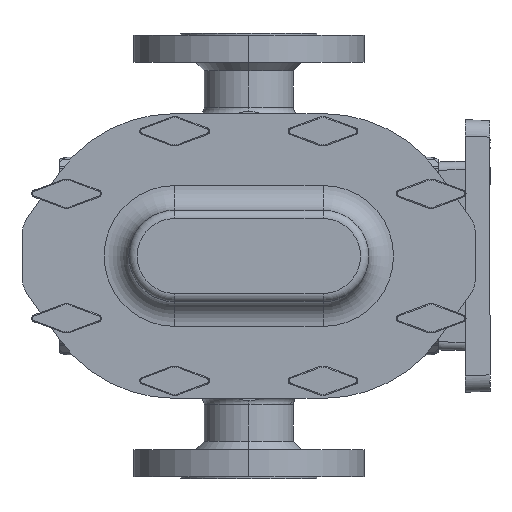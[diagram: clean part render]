
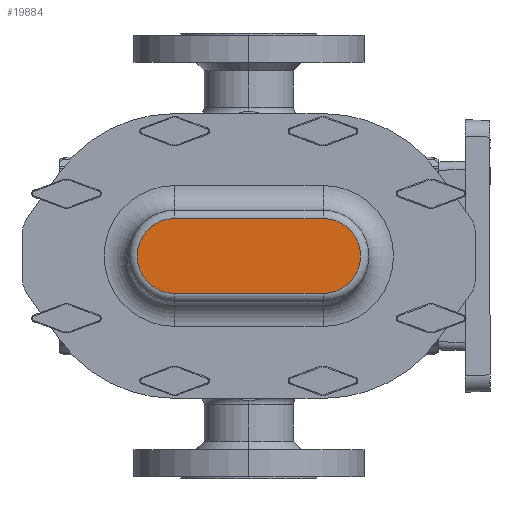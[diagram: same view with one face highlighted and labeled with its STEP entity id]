
A CAD part, left-side view. The second image highlights one B-rep face of the part: STEP entity #19884.
In plain terms, the highlighted planar face has unit normal (-1, 0, 0).
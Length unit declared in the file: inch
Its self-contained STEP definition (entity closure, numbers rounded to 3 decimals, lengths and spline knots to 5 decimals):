
#518 = DIRECTION ( 'NONE',  ( -1., 0., 0. ) ) ;
#1939 = CARTESIAN_POINT ( 'NONE',  ( -2.21, -2.25, -1.135 ) ) ;
#2935 = DIRECTION ( 'NONE',  ( -1., 0., 0. ) ) ;
#3123 = CARTESIAN_POINT ( 'NONE',  ( -2.21, -2.25, 0. ) ) ;
#4084 = DIRECTION ( 'NONE',  ( 0., 0., 1. ) ) ;
#4516 = DIRECTION ( 'NONE',  ( 0., 0., 1. ) ) ;
#4948 = AXIS2_PLACEMENT_3D ( 'NONE', #27636, #518, #4084 ) ;
#10045 = DIRECTION ( 'NONE',  ( -1., 0., 0. ) ) ;
#11052 = DIRECTION ( 'NONE',  ( 0., -1., 0. ) ) ;
#11480 = ORIENTED_EDGE ( 'NONE', *, *, #28561, .T. ) ;
#11559 = CARTESIAN_POINT ( 'NONE',  ( -2.21, 2.25, 1.135 ) ) ;
#13216 = PLANE ( 'NONE',  #32296 ) ;
#13292 = EDGE_CURVE ( 'NONE', #14848, #15797, #32036, .T. ) ;
#13796 = CIRCLE ( 'NONE', #4948, 1.135 ) ;
#13986 = CARTESIAN_POINT ( 'NONE',  ( -2.21, -2.25, -1.135 ) ) ;
#14848 = VERTEX_POINT ( 'NONE', #31805 ) ;
#15797 = VERTEX_POINT ( 'NONE', #13986 ) ;
#16960 = CARTESIAN_POINT ( 'NONE',  ( -2.21, 2.25, 1.135 ) ) ;
#17694 = LINE ( 'NONE', #11559, #34255 ) ;
#17998 = ORIENTED_EDGE ( 'NONE', *, *, #13292, .T. ) ;
#19398 = ORIENTED_EDGE ( 'NONE', *, *, #33087, .T. ) ;
#19884 = ADVANCED_FACE ( 'NONE', ( #21730 ), #13216, .T. ) ;
#21230 = DIRECTION ( 'NONE',  ( 0., 1., 0. ) ) ;
#21730 = FACE_OUTER_BOUND ( 'NONE', #23938, .T. ) ;
#21801 = EDGE_CURVE ( 'NONE', #15797, #29452, #27952, .T. ) ;
#23708 = VERTEX_POINT ( 'NONE', #16960 ) ;
#23938 = EDGE_LOOP ( 'NONE', ( #11480, #19398, #17998, #35040 ) ) ;
#25310 = CARTESIAN_POINT ( 'NONE',  ( -2.21, 2.25, 0. ) ) ;
#27636 = CARTESIAN_POINT ( 'NONE',  ( -2.21, 2.25, 0. ) ) ;
#27952 = CIRCLE ( 'NONE', #35556, 1.135 ) ;
#28561 = EDGE_CURVE ( 'NONE', #29452, #23708, #17694, .T. ) ;
#29452 = VERTEX_POINT ( 'NONE', #34519 ) ;
#31455 = VECTOR ( 'NONE', #11052, 39.37008 ) ;
#31805 = CARTESIAN_POINT ( 'NONE',  ( -2.21, 2.25, -1.135 ) ) ;
#32036 = LINE ( 'NONE', #1939, #31455 ) ;
#32296 = AXIS2_PLACEMENT_3D ( 'NONE', #25310, #10045, #4516 ) ;
#33087 = EDGE_CURVE ( 'NONE', #23708, #14848, #13796, .T. ) ;
#34255 = VECTOR ( 'NONE', #21230, 39.37008 ) ;
#34519 = CARTESIAN_POINT ( 'NONE',  ( -2.21, -2.25, 1.135 ) ) ;
#35040 = ORIENTED_EDGE ( 'NONE', *, *, #21801, .T. ) ;
#35556 = AXIS2_PLACEMENT_3D ( 'NONE', #3123, #2935, #36585 ) ;
#36585 = DIRECTION ( 'NONE',  ( 0., 0., 1. ) ) ;
